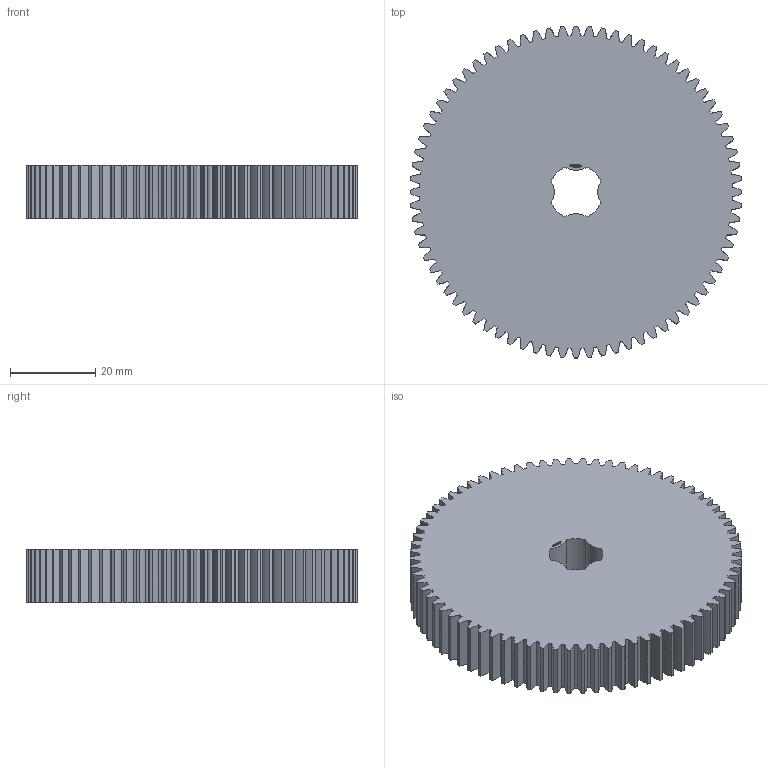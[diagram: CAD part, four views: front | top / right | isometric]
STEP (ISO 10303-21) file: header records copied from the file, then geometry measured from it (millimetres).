
FILE_DESCRIPTION(('FreeCAD Model'),'2;1');
FILE_NAME('Open CASCADE Shape Model','2024-03-10T23:24:02',(''),(''), 'Open CASCADE STEP processor 7.6','FreeCAD','Unknown');
FILE_SCHEMA(('AUTOMOTIVE_DESIGN { 1 0 10303 214 1 1 1 1 }'));
Products named in the file (1): Gear Wheel PLN TTH76 BU01.00 SFT-SHD - SPN-GWH-0284 (stemfie.org)
Bounding box: 78 x 78 x 12.5 mm (x, y, z)
Volume: 55119.2 mm3; surface area: 15342.2 mm2
Topology: 1 solids, 1 shells, 780 faces, 2238 edges, 1492 vertices
Faces by surface type: extrusion 446, plane 326, cylinder 8
Entity records: 74143 total; most frequent: CARTESIAN_POINT 27137, DIRECTION 6062, VECTOR 5344, LINE 4898, ORIENTED_EDGE 4476, PCURVE 4476, DEFINITIONAL_REPRESENTATION 4476, EDGE_CURVE 2238
